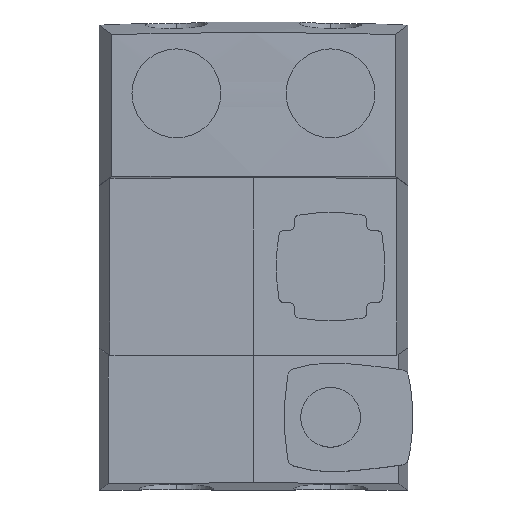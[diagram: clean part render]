
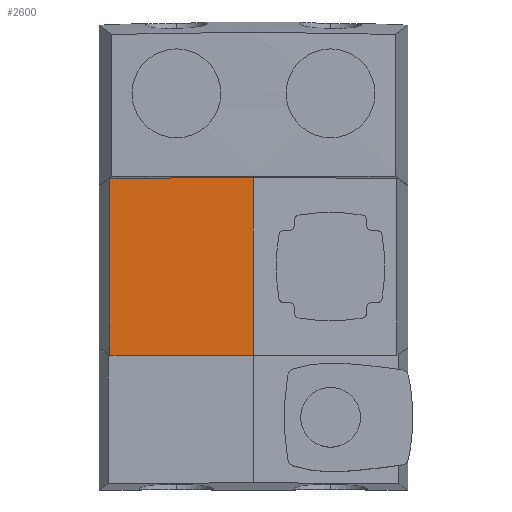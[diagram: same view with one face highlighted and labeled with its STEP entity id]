
A CAD part, top view. The second image highlights one B-rep face of the part: STEP entity #2600.
In plain terms, the highlighted cylindrical face has radius 2500 mm (diameter 5000 mm), a partial arc.
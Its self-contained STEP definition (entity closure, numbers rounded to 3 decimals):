
#263 = DIRECTION ( 'NONE',  ( 0., 0., 1. ) ) ;
#266 = CARTESIAN_POINT ( 'NONE',  ( -116.333, -80., 89.474 ) ) ;
#354 = LINE ( 'NONE', #266, #6790 ) ;
#428 = FACE_OUTER_BOUND ( 'NONE', #2919, .T. ) ;
#864 = CYLINDRICAL_SURFACE ( 'NONE', #981, 2500. ) ;
#981 = AXIS2_PLACEMENT_3D ( 'NONE', #7236, #1974, #263 ) ;
#1108 = ORIENTED_EDGE ( 'NONE', *, *, #6554, .F. ) ;
#1244 = CARTESIAN_POINT ( 'NONE',  ( 0., -72.116, 92.182 ) ) ;
#1380 = DIRECTION ( 'NONE',  ( 0., 1., 0. ) ) ;
#1492 = CARTESIAN_POINT ( 'NONE',  ( -38.778, 72.116, 92.182 ) ) ;
#1737 = VERTEX_POINT ( 'NONE', #4151 ) ;
#1745 = VERTEX_POINT ( 'NONE', #6503 ) ;
#1754 = CARTESIAN_POINT ( 'NONE',  ( 0., -80., 92.182 ) ) ;
#1808 = B_SPLINE_CURVE_WITH_KNOTS ( 'NONE', 3,
 ( #7243, #3163, #1492, #2553 ),
 .UNSPECIFIED., .F., .F.,
 ( 4, 4 ),
 ( 0.014, 0.13 ),
 .UNSPECIFIED. ) ;
#1809 = CARTESIAN_POINT ( 'NONE',  ( -116.333, -71.751, 89.474 ) ) ;
#1974 = DIRECTION ( 'NONE',  ( 0., 1., 0. ) ) ;
#2318 = DIRECTION ( 'NONE',  ( 0., 1., 0. ) ) ;
#2395 = EDGE_CURVE ( 'NONE', #3261, #2569, #4046, .T. ) ;
#2553 = CARTESIAN_POINT ( 'NONE',  ( 0., 72.116, 92.182 ) ) ;
#2569 = VERTEX_POINT ( 'NONE', #7395 ) ;
#2600 = ADVANCED_FACE ( 'NONE', ( #428 ), #864, .T. ) ;
#2855 = ORIENTED_EDGE ( 'NONE', *, *, #2395, .T. ) ;
#2919 = EDGE_LOOP ( 'NONE', ( #3716, #2855, #1108, #5686 ) ) ;
#3021 = B_SPLINE_CURVE_WITH_KNOTS ( 'NONE', 3,
 ( #1244, #7142, #5966, #7073, #1809 ),
 .UNSPECIFIED., .F., .F.,
 ( 4, 1, 4 ),
 ( 9.558, 9.616, 9.674 ),
 .UNSPECIFIED. ) ;
#3163 = CARTESIAN_POINT ( 'NONE',  ( -77.555, 71.994, 91.28 ) ) ;
#3261 = VERTEX_POINT ( 'NONE', #5862 ) ;
#3716 = ORIENTED_EDGE ( 'NONE', *, *, #7447, .F. ) ;
#4046 = LINE ( 'NONE', #1754, #5309 ) ;
#4151 = CARTESIAN_POINT ( 'NONE',  ( -116.333, -71.751, 89.474 ) ) ;
#4812 = EDGE_CURVE ( 'NONE', #1737, #1745, #354, .T. ) ;
#5309 = VECTOR ( 'NONE', #2318, 1000. ) ;
#5686 = ORIENTED_EDGE ( 'NONE', *, *, #4812, .F. ) ;
#5862 = CARTESIAN_POINT ( 'NONE',  ( 0., -72.116, 92.182 ) ) ;
#5966 = CARTESIAN_POINT ( 'NONE',  ( -58.233, -72.055, 91.729 ) ) ;
#6503 = CARTESIAN_POINT ( 'NONE',  ( -116.333, 71.751, 89.474 ) ) ;
#6554 = EDGE_CURVE ( 'NONE', #1745, #2569, #1808, .T. ) ;
#6790 = VECTOR ( 'NONE', #1380, 1000. ) ;
#7073 = CARTESIAN_POINT ( 'NONE',  ( -96.977, -71.872, 90.376 ) ) ;
#7142 = CARTESIAN_POINT ( 'NONE',  ( -19.422, -72.116, 92.182 ) ) ;
#7236 = CARTESIAN_POINT ( 'NONE',  ( 0., -80., -2407.818 ) ) ;
#7243 = CARTESIAN_POINT ( 'NONE',  ( -116.333, 71.751, 89.474 ) ) ;
#7395 = CARTESIAN_POINT ( 'NONE',  ( 0., 72.116, 92.182 ) ) ;
#7447 = EDGE_CURVE ( 'NONE', #3261, #1737, #3021, .T. ) ;
